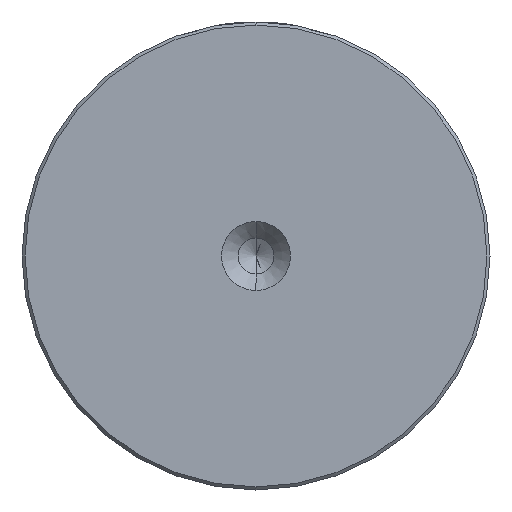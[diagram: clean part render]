
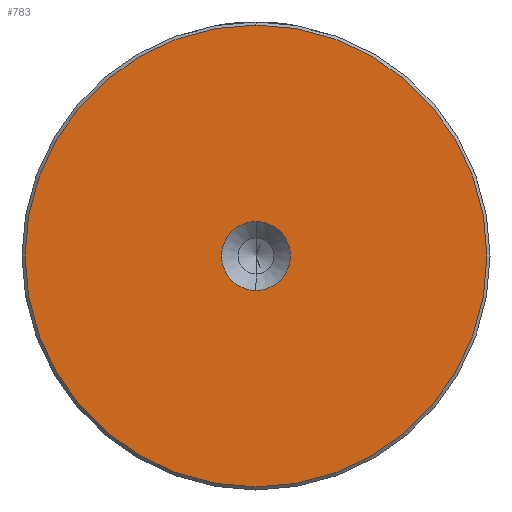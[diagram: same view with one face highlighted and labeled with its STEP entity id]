
A CAD part, left-side view. The second image highlights one B-rep face of the part: STEP entity #783.
In plain terms, the highlighted planar face has unit normal (-1, 0, 0).
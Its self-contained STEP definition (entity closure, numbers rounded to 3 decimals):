
#52 = EDGE_LOOP ( 'NONE', ( #198, #1460 ) ) ;
#198 = ORIENTED_EDGE ( 'NONE', *, *, #1831, .F. ) ;
#202 = CIRCLE ( 'NONE', #1767, 5.6 ) ;
#218 = DIRECTION ( 'NONE',  ( 0., 0., 1. ) ) ;
#242 = CARTESIAN_POINT ( 'NONE',  ( 0., 0., 0. ) ) ;
#257 = DIRECTION ( 'NONE',  ( -1., 0., 0. ) ) ;
#346 = AXIS2_PLACEMENT_3D ( 'NONE', #242, #1690, #454 ) ;
#380 = CARTESIAN_POINT ( 'NONE',  ( 0., 0., 0. ) ) ;
#402 = CARTESIAN_POINT ( 'NONE',  ( 0., 0., -5.6 ) ) ;
#454 = DIRECTION ( 'NONE',  ( 0., 0., 1. ) ) ;
#544 = CARTESIAN_POINT ( 'NONE',  ( 0., 0., -37.5 ) ) ;
#554 = EDGE_LOOP ( 'NONE', ( #2442, #1370 ) ) ;
#678 = AXIS2_PLACEMENT_3D ( 'NONE', #2243, #2096, #1643 ) ;
#756 = DIRECTION ( 'NONE',  ( -1., 0., 0. ) ) ;
#783 = ADVANCED_FACE ( 'NONE', ( #2589, #1699 ), #2315, .T. ) ;
#896 = AXIS2_PLACEMENT_3D ( 'NONE', #380, #257, #218 ) ;
#942 = DIRECTION ( 'NONE',  ( -1., 0., 0. ) ) ;
#1000 = EDGE_CURVE ( 'NONE', #1851, #1245, #2211, .T. ) ;
#1008 = VERTEX_POINT ( 'NONE', #402 ) ;
#1043 = CARTESIAN_POINT ( 'NONE',  ( 0., 0., 5.6 ) ) ;
#1217 = CIRCLE ( 'NONE', #346, 37.5 ) ;
#1245 = VERTEX_POINT ( 'NONE', #1517 ) ;
#1370 = ORIENTED_EDGE ( 'NONE', *, *, #2526, .T. ) ;
#1460 = ORIENTED_EDGE ( 'NONE', *, *, #1547, .F. ) ;
#1517 = CARTESIAN_POINT ( 'NONE',  ( 0., 0., 37.5 ) ) ;
#1547 = EDGE_CURVE ( 'NONE', #1008, #2453, #1881, .T. ) ;
#1643 = DIRECTION ( 'NONE',  ( 0., 0., 1. ) ) ;
#1690 = DIRECTION ( 'NONE',  ( -1., 0., 0. ) ) ;
#1699 = FACE_BOUND ( 'NONE', #52, .T. ) ;
#1767 = AXIS2_PLACEMENT_3D ( 'NONE', #2178, #942, #2386 ) ;
#1831 = EDGE_CURVE ( 'NONE', #2453, #1008, #202, .T. ) ;
#1851 = VERTEX_POINT ( 'NONE', #544 ) ;
#1881 = CIRCLE ( 'NONE', #2245, 5.6 ) ;
#1991 = CARTESIAN_POINT ( 'NONE',  ( 0., 0., 0. ) ) ;
#2096 = DIRECTION ( 'NONE',  ( -1., 0., 0. ) ) ;
#2178 = CARTESIAN_POINT ( 'NONE',  ( 0., 0., 0. ) ) ;
#2190 = DIRECTION ( 'NONE',  ( 0., 0., 1. ) ) ;
#2211 = CIRCLE ( 'NONE', #896, 37.5 ) ;
#2243 = CARTESIAN_POINT ( 'NONE',  ( 0., 0., 0. ) ) ;
#2245 = AXIS2_PLACEMENT_3D ( 'NONE', #1991, #756, #2190 ) ;
#2315 = PLANE ( 'NONE',  #678 ) ;
#2386 = DIRECTION ( 'NONE',  ( 0., 0., 1. ) ) ;
#2442 = ORIENTED_EDGE ( 'NONE', *, *, #1000, .T. ) ;
#2453 = VERTEX_POINT ( 'NONE', #1043 ) ;
#2526 = EDGE_CURVE ( 'NONE', #1245, #1851, #1217, .T. ) ;
#2589 = FACE_OUTER_BOUND ( 'NONE', #554, .T. ) ;
